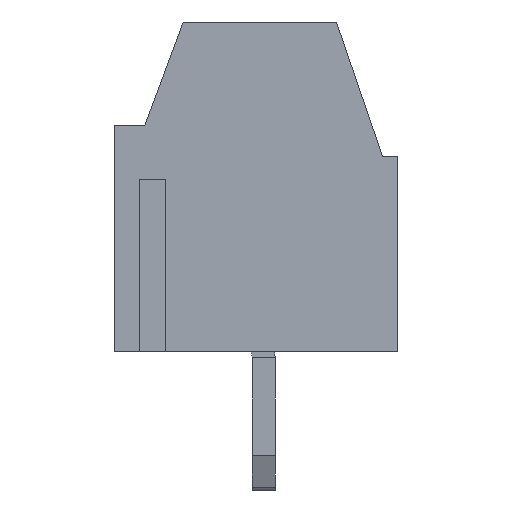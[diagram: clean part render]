
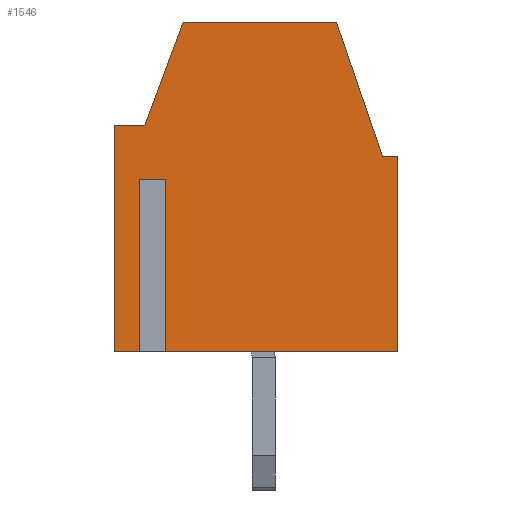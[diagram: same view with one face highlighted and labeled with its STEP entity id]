
A CAD part, left-side view. The second image highlights one B-rep face of the part: STEP entity #1546.
In plain terms, the highlighted planar face has unit normal (-1, 0, 0).
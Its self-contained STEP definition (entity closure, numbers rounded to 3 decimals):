
#1546=ADVANCED_FACE('',(#5391),#5393,.T.);
#5391=FACE_BOUND('',#5392,.T.);
#5392=EDGE_LOOP('',(#8385,#8386,#8387,#8388,#8389,#8390,#8391,#8392,#8393,#8394,
#8395,#8396));
#5393=PLANE('',#5394);
#5394=AXIS2_PLACEMENT_3D('',#5395,#5396,#5397);
#5395=CARTESIAN_POINT('',(-1.75,0.,0.));
#5396=DIRECTION('',(-1.,0.,0.));
#5397=DIRECTION('',(0.,0.,-1.));
#8385=ORIENTED_EDGE('',*,*,#10512,.F.);
#8386=ORIENTED_EDGE('',*,*,#10513,.F.);
#8387=ORIENTED_EDGE('',*,*,#10514,.F.);
#8388=ORIENTED_EDGE('',*,*,#10515,.T.);
#8389=ORIENTED_EDGE('',*,*,#10516,.T.);
#8390=ORIENTED_EDGE('',*,*,#10517,.T.);
#8391=ORIENTED_EDGE('',*,*,#10518,.T.);
#8392=ORIENTED_EDGE('',*,*,#10305,.T.);
#8393=ORIENTED_EDGE('',*,*,#10494,.T.);
#8394=ORIENTED_EDGE('',*,*,#10519,.T.);
#8395=ORIENTED_EDGE('',*,*,#10520,.T.);
#8396=ORIENTED_EDGE('',*,*,#10521,.T.);
#10305=EDGE_CURVE('',#11498,#11496,#11499,.T.);
#10494=EDGE_CURVE('',#11496,#11837,#11839,.T.);
#10512=EDGE_CURVE('',#11873,#11874,#11875,.T.);
#10513=EDGE_CURVE('',#11876,#11873,#11877,.F.);
#10514=EDGE_CURVE('',#11878,#11876,#11879,.T.);
#10515=EDGE_CURVE('',#11878,#11880,#11881,.T.);
#10516=EDGE_CURVE('',#11880,#11882,#11883,.T.);
#10517=EDGE_CURVE('',#11882,#11884,#11885,.T.);
#10518=EDGE_CURVE('',#11884,#11498,#11886,.T.);
#10519=EDGE_CURVE('',#11837,#11887,#11888,.T.);
#10520=EDGE_CURVE('',#11887,#11889,#11890,.T.);
#10521=EDGE_CURVE('',#11889,#11874,#11891,.T.);
#11496=VERTEX_POINT('',#13416);
#11498=VERTEX_POINT('',#13420);
#11499=LINE('',#13421,#13422);
#11837=VERTEX_POINT('',#14163);
#11839=LINE('',#14167,#14168);
#11873=VERTEX_POINT('',#14237);
#11874=VERTEX_POINT('',#14238);
#11875=LINE('',#14239,#14240);
#11876=VERTEX_POINT('',#14242);
#11877=LINE('',#14243,#14244);
#11878=VERTEX_POINT('',#14246);
#11879=LINE('',#14247,#14248);
#11880=VERTEX_POINT('',#14250);
#11881=LINE('',#14251,#14252);
#11882=VERTEX_POINT('',#14254);
#11883=LINE('',#14255,#14256);
#11884=VERTEX_POINT('',#14258);
#11885=LINE('',#14259,#14260);
#11886=LINE('',#14262,#14263);
#11887=VERTEX_POINT('',#14265);
#11888=LINE('',#14266,#14267);
#11889=VERTEX_POINT('',#14269);
#11890=LINE('',#14270,#14271);
#11891=LINE('',#14273,#14274);
#13416=CARTESIAN_POINT('',(-1.75,2.1,8.6));
#13420=CARTESIAN_POINT('',(-1.75,-1.9,8.6));
#13421=CARTESIAN_POINT('',(-1.75,-1.9,8.6));
#13422=VECTOR('',#13423,1.);
#13423=DIRECTION('',(0.,1.,0.));
#14163=CARTESIAN_POINT('',(-1.75,3.1,5.9));
#14167=CARTESIAN_POINT('',(-1.75,2.1,8.6));
#14168=VECTOR('',#14169,1.);
#14169=DIRECTION('',(0.,0.347,-0.938));
#14237=CARTESIAN_POINT('',(-1.75,3.15,4.5));
#14238=CARTESIAN_POINT('',(-1.75,3.15,0.));
#14239=CARTESIAN_POINT('',(-1.75,3.15,4.5));
#14240=VECTOR('',#14241,1.);
#14241=DIRECTION('',(0.,0.,-1.));
#14242=CARTESIAN_POINT('',(-1.75,2.65,4.5));
#14243=CARTESIAN_POINT('',(-1.75,3.15,4.5));
#14244=VECTOR('',#14245,1.);
#14245=DIRECTION('',(0.,-1.,0.));
#14246=CARTESIAN_POINT('',(-1.75,2.65,0.));
#14247=CARTESIAN_POINT('',(-1.75,2.65,0.));
#14248=VECTOR('',#14249,1.);
#14249=DIRECTION('',(0.,0.,1.));
#14250=CARTESIAN_POINT('',(-1.75,-3.5,0.));
#14251=CARTESIAN_POINT('',(-1.75,2.65,0.));
#14252=VECTOR('',#14253,1.);
#14253=DIRECTION('',(0.,-1.,0.));
#14254=CARTESIAN_POINT('',(-1.75,-3.5,5.1));
#14255=CARTESIAN_POINT('',(-1.75,-3.5,0.));
#14256=VECTOR('',#14257,1.);
#14257=DIRECTION('',(0.,0.,1.));
#14258=CARTESIAN_POINT('',(-1.75,-3.1,5.1));
#14259=CARTESIAN_POINT('',(-1.75,-3.5,5.1));
#14260=VECTOR('',#14261,1.);
#14261=DIRECTION('',(0.,1.,0.));
#14262=CARTESIAN_POINT('',(-1.75,-3.1,5.1));
#14263=VECTOR('',#14264,1.);
#14264=DIRECTION('',(0.,0.324,0.946));
#14265=CARTESIAN_POINT('',(-1.75,3.9,5.9));
#14266=CARTESIAN_POINT('',(-1.75,3.1,5.9));
#14267=VECTOR('',#14268,1.);
#14268=DIRECTION('',(0.,1.,0.));
#14269=CARTESIAN_POINT('',(-1.75,3.9,0.));
#14270=CARTESIAN_POINT('',(-1.75,3.9,5.9));
#14271=VECTOR('',#14272,1.);
#14272=DIRECTION('',(0.,0.,-1.));
#14273=CARTESIAN_POINT('',(-1.75,3.9,0.));
#14274=VECTOR('',#14275,1.);
#14275=DIRECTION('',(0.,-1.,0.));
